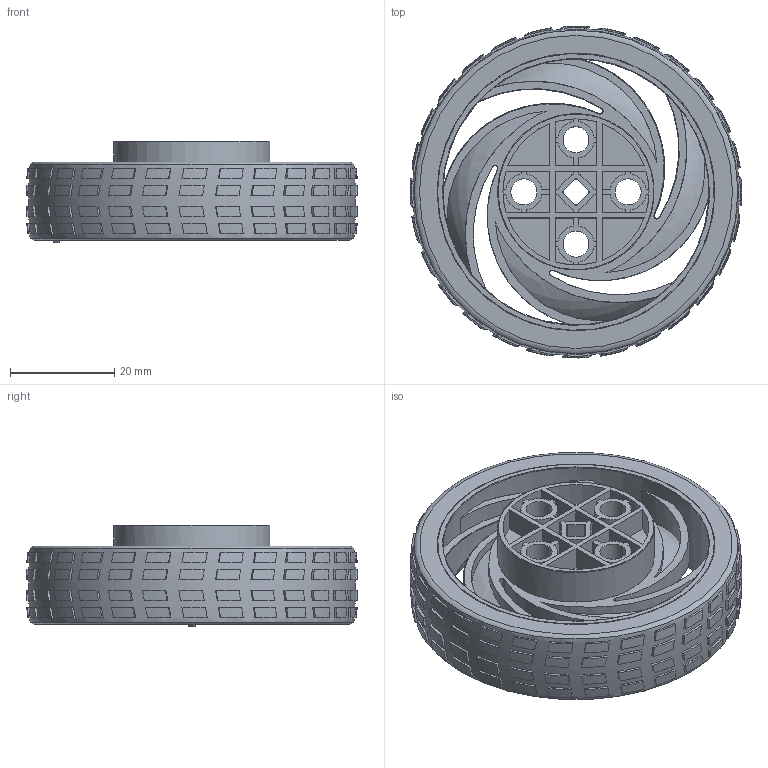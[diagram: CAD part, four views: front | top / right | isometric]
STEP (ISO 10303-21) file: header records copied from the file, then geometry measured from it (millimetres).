
FILE_DESCRIPTION(/* description */ (''),/* implementation_level */ '2;1');
FILE_NAME(/* name */ 'WHbeta.stp',/* time_stamp */ '2019-06-19T17:29:02+02:00',/* author */ ('Varga Daniel'),/* organization */ (''),/* preprocessor_version */ 'ST-DEVELOPER v18',/* originating_system */ 'Autodesk Inventor 2020',/* authorisation */ '');
FILE_SCHEMA (('AUTOMOTIVE_DESIGN { 1 0 10303 214 3 1 1 }'));
Length unit declared in the file: millimetre
Products named in the file (3): WH_final; WHrM_ver2; WHtM_ver2
Assembly tree (2 placements, depth 2):
  WH_final
    WHrM_ver2
    WHtM_ver2
Bounding box: 63.63 x 63.63 x 19.5 mm (x, y, z)
Volume: 19595.8 mm3; surface area: 25760.2 mm2
Topology: 2 solids, 2 shells, 1426 faces, 3761 edges, 2504 vertices
Faces by surface type: plane 896, bspline 254, cylinder 238, torus 30, sphere 8
Full cylindrical faces by diameter (mm): 5 x4, 30 x1, 51 x1, 53.25 x4, 54.11 x1, 58.88 x2, 59 x1
Entity records: 47755 total; most frequent: CARTESIAN_POINT 12928, ORIENTED_EDGE 7522, DIRECTION 6837, EDGE_CURVE 3761, VERTEX_POINT 2504, AXIS2_PLACEMENT_3D 2457, LINE 1923, VECTOR 1923
